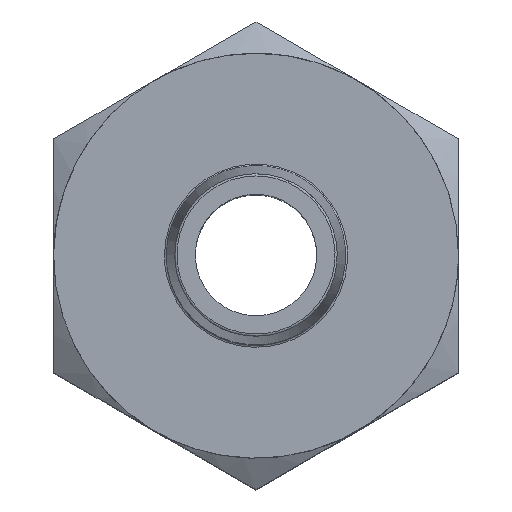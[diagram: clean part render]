
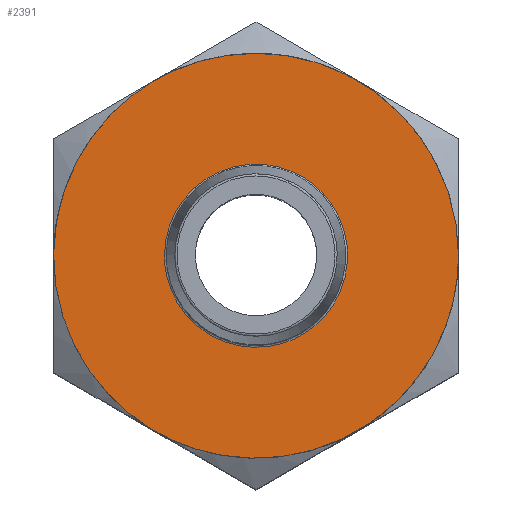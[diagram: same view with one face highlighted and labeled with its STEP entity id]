
A CAD part, top view. The second image highlights one B-rep face of the part: STEP entity #2391.
In plain terms, the highlighted free-form (B-spline) face has degree [1, 1] with [2, 2] control points.
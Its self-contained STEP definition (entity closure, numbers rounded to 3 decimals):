
#2391 = ADVANCED_FACE('',(#2392,#2406),#2420,.F.);
#2392 = FACE_BOUND('',#2393,.T.);
#2393 = EDGE_LOOP('',(#2394));
#2394 = ORIENTED_EDGE('',*,*,#2395,.T.);
#2395 = EDGE_CURVE('',#2396,#2396,#2398,.T.);
#2396 = VERTEX_POINT('',#2397);
#2397 = CARTESIAN_POINT('',(-7.992,0.,0.));
#2398 = ( BOUNDED_CURVE() B_SPLINE_CURVE(2,(#2399,#2400,#2401,#2402,
#2403,#2404,#2405),.UNSPECIFIED.,.T.,.F.) B_SPLINE_CURVE_WITH_KNOTS((1,2
    ,2,2,2,1),(-2.094,0.,2.094,4.189,
6.283,8.378),.UNSPECIFIED.) CURVE() 
GEOMETRIC_REPRESENTATION_ITEM() RATIONAL_B_SPLINE_CURVE((1.,0.5,1.,0.5,
1.,0.5,1.)) REPRESENTATION_ITEM('') );
#2399 = CARTESIAN_POINT('',(-7.992,0.,0.));
#2400 = CARTESIAN_POINT('',(-7.992,13.843,0.));
#2401 = CARTESIAN_POINT('',(3.996,6.921,0.));
#2402 = CARTESIAN_POINT('',(15.984,0.,0.));
#2403 = CARTESIAN_POINT('',(3.996,-6.921,0.));
#2404 = CARTESIAN_POINT('',(-7.992,-13.843,0.));
#2405 = CARTESIAN_POINT('',(-7.992,0.,0.));
#2406 = FACE_BOUND('',#2407,.T.);
#2407 = EDGE_LOOP('',(#2408));
#2408 = ORIENTED_EDGE('',*,*,#2409,.T.);
#2409 = EDGE_CURVE('',#2410,#2410,#2412,.T.);
#2410 = VERTEX_POINT('',#2411);
#2411 = CARTESIAN_POINT('',(17.67,0.,0.));
#2412 = ( BOUNDED_CURVE() B_SPLINE_CURVE(2,(#2413,#2414,#2415,#2416,
#2417,#2418,#2419),.UNSPECIFIED.,.T.,.F.) B_SPLINE_CURVE_WITH_KNOTS((1,2
    ,2,2,2,1),(-2.094,0.,2.094,4.189,
6.283,8.378),.UNSPECIFIED.) CURVE() 
GEOMETRIC_REPRESENTATION_ITEM() RATIONAL_B_SPLINE_CURVE((1.,0.5,1.,0.5,
1.,0.5,1.)) REPRESENTATION_ITEM('') );
#2413 = CARTESIAN_POINT('',(17.67,0.,0.));
#2414 = CARTESIAN_POINT('',(17.67,30.606,0.));
#2415 = CARTESIAN_POINT('',(-8.835,15.303,0.));
#2416 = CARTESIAN_POINT('',(-35.34,0.,0.));
#2417 = CARTESIAN_POINT('',(-8.835,-15.303,0.));
#2418 = CARTESIAN_POINT('',(17.67,-30.606,0.));
#2419 = CARTESIAN_POINT('',(17.67,0.,0.));
#2420 = B_SPLINE_SURFACE_WITH_KNOTS('',1,1,(
    (#2421,#2422)
    ,(#2423,#2424
    )),.UNSPECIFIED.,.F.,.F.,.F.,(2,2),(2,2),(-11.906,11.906),(
    -25.654,-1.842),.PIECEWISE_BEZIER_KNOTS.);
#2421 = CARTESIAN_POINT('',(17.67,-17.67,0.));
#2422 = CARTESIAN_POINT('',(17.67,17.67,0.));
#2423 = CARTESIAN_POINT('',(-17.67,-17.67,0.));
#2424 = CARTESIAN_POINT('',(-17.67,17.67,0.));
